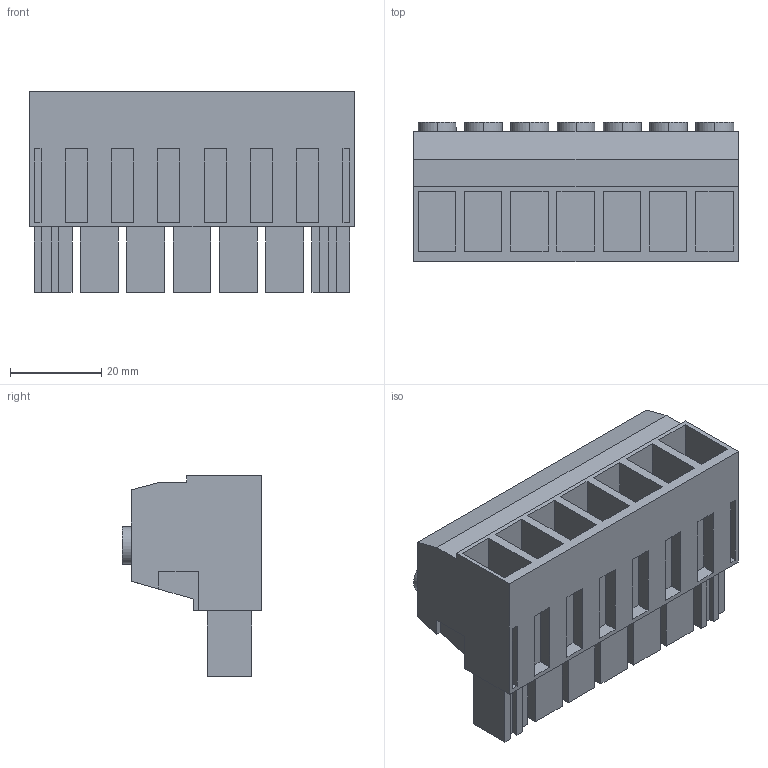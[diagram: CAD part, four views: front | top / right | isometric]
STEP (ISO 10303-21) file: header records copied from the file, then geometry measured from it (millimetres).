
FILE_DESCRIPTION(('CATIA V5 STEP Exchange','CAx-IF Rec.Pracs.--- Model Styling and Organization---1.2---2011-12-15'),'2;1');
FILE_NAME ('D1459165_0_1924590000_1924590000.stp','2017-04-28T06:33:27+00:00',('none'),('Weidmueller'),'CATIA Version 5-6 Release 2014','CATIA V5 STEP AP214','none');
FILE_SCHEMA(('AUTOMOTIVE_DESIGN { 1 0 10303 214 1 1 1 1 }'));
Length unit declared in the file: millimetre
Products named in the file (1): 1924590000
Bounding box: 71.12 x 30.6 x 44.1 mm (x, y, z)
Volume: 49388.9 mm3; surface area: 21609.3 mm2
Topology: 8 solids, 8 shells, 453 faces, 1209 edges, 822 vertices
Faces by surface type: plane 411, cylinder 42
Entity records: 13300 total; most frequent: CARTESIAN_POINT 2607, ORIENTED_EDGE 2418, DIRECTION 1760, EDGE_CURVE 1209, VECTOR 1097, LINE 1097, VERTEX_POINT 822, EDGE_LOOP 503
